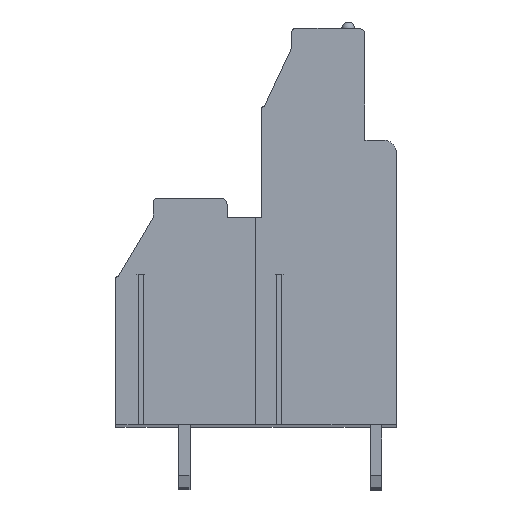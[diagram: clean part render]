
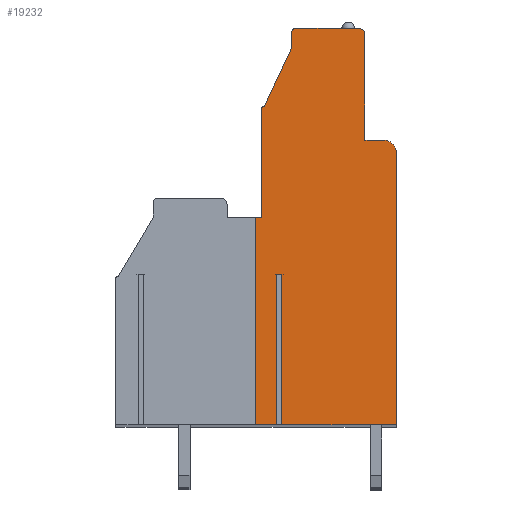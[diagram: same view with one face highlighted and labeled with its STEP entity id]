
A CAD part, top view. The second image highlights one B-rep face of the part: STEP entity #19232.
In plain terms, the highlighted planar face has unit normal (0, 0, 1).
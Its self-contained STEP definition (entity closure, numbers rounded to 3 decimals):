
#13=DIRECTION('',(0.,-1.,0.));
#14=VECTOR('',#13,8.6);
#15=CARTESIAN_POINT('',(-5.15,8.6,99.06));
#16=LINE('',#15,#14);
#17=CARTESIAN_POINT('',(-4.95,8.6,99.06));
#18=DIRECTION('',(0.,0.,1.));
#19=DIRECTION('',(0.,1.,0.));
#20=AXIS2_PLACEMENT_3D('',#17,#18,#19);
#22=DIRECTION('',(-0.424,-0.906,0.));
#23=VECTOR('',#22,5.189);
#24=CARTESIAN_POINT('',(-2.75,13.5,99.06));
#25=LINE('',#24,#23);
#26=DIRECTION('',(0.,-1.,0.));
#27=VECTOR('',#26,1.2);
#28=CARTESIAN_POINT('',(-2.75,14.7,99.06));
#29=LINE('',#28,#27);
#30=CARTESIAN_POINT('',(-2.45,14.7,99.06));
#31=DIRECTION('',(0.,0.,1.));
#32=DIRECTION('',(0.,1.,0.));
#33=AXIS2_PLACEMENT_3D('',#30,#31,#32);
#35=DIRECTION('',(-1.,0.,0.));
#36=VECTOR('',#35,5.);
#37=CARTESIAN_POINT('',(2.55,15.,99.06));
#38=LINE('',#37,#36);
#39=CARTESIAN_POINT('',(2.55,14.5,99.06));
#40=DIRECTION('',(0.,0.,1.));
#41=DIRECTION('',(1.,0.,0.));
#42=AXIS2_PLACEMENT_3D('',#39,#40,#41);
#44=DIRECTION('',(0.,1.,0.));
#45=VECTOR('',#44,8.4);
#46=CARTESIAN_POINT('',(3.05,6.1,99.06));
#47=LINE('',#46,#45);
#48=DIRECTION('',(-1.,0.,0.));
#49=VECTOR('',#48,1.5);
#50=CARTESIAN_POINT('',(4.55,6.1,99.06));
#51=LINE('',#50,#49);
#52=CARTESIAN_POINT('',(4.55,5.1,99.06));
#53=DIRECTION('',(0.,0.,1.));
#54=DIRECTION('',(1.,0.,0.));
#55=AXIS2_PLACEMENT_3D('',#52,#53,#54);
#57=DIRECTION('',(0.,1.,0.));
#58=VECTOR('',#57,21.6);
#59=CARTESIAN_POINT('',(5.55,-16.5,99.06));
#60=LINE('',#59,#58);
#61=DIRECTION('',(0.,1.,0.));
#62=VECTOR('',#61,11.95);
#63=CARTESIAN_POINT('',(-3.56,-16.5,99.06));
#64=LINE('',#63,#62);
#65=DIRECTION('',(-1.,0.,0.));
#66=VECTOR('',#65,0.38);
#67=CARTESIAN_POINT('',(-3.56,-4.55,99.06));
#68=LINE('',#67,#66);
#69=DIRECTION('',(0.,1.,0.));
#70=VECTOR('',#69,11.95);
#71=CARTESIAN_POINT('',(-3.94,-16.5,99.06));
#72=LINE('',#71,#70);
#77=DIRECTION('',(0.,-1.,0.));
#78=VECTOR('',#77,16.5);
#79=CARTESIAN_POINT('',(-5.65,0.,99.06));
#80=LINE('',#79,#78);
#174=DIRECTION('',(1.,0.,0.));
#175=VECTOR('',#174,1.71);
#176=CARTESIAN_POINT('',(-5.65,-16.5,99.06));
#177=LINE('',#176,#175);
#200=DIRECTION('',(1.,0.,0.));
#201=VECTOR('',#200,9.11);
#202=CARTESIAN_POINT('',(-3.56,-16.5,99.06));
#203=LINE('',#202,#201);
#1510=DIRECTION('',(-1.,0.,0.));
#1511=VECTOR('',#1510,0.5);
#1512=CARTESIAN_POINT('',(-5.15,0.,99.06));
#1513=LINE('',#1512,#1511);
#14811=CARTESIAN_POINT('',(5.55,-16.5,99.06));
#14812=CARTESIAN_POINT('',(5.55,5.1,99.06));
#14813=VERTEX_POINT('',#14811);
#14814=VERTEX_POINT('',#14812);
#14815=CARTESIAN_POINT('',(4.55,6.1,99.06));
#14816=VERTEX_POINT('',#14815);
#14817=CARTESIAN_POINT('',(3.05,6.1,99.06));
#14818=VERTEX_POINT('',#14817);
#14819=CARTESIAN_POINT('',(3.05,14.5,99.06));
#14820=VERTEX_POINT('',#14819);
#14821=CARTESIAN_POINT('',(2.55,15.,99.06));
#14822=VERTEX_POINT('',#14821);
#14823=CARTESIAN_POINT('',(-2.45,15.,99.06));
#14824=VERTEX_POINT('',#14823);
#14825=CARTESIAN_POINT('',(-2.75,14.7,99.06));
#14826=VERTEX_POINT('',#14825);
#14827=CARTESIAN_POINT('',(-2.75,13.5,99.06));
#14828=VERTEX_POINT('',#14827);
#14829=CARTESIAN_POINT('',(-4.95,8.8,99.06));
#14830=VERTEX_POINT('',#14829);
#14831=CARTESIAN_POINT('',(-5.15,8.6,99.06));
#14832=VERTEX_POINT('',#14831);
#14833=CARTESIAN_POINT('',(-5.15,0.,99.06));
#14834=VERTEX_POINT('',#14833);
#14879=CARTESIAN_POINT('',(-3.56,-4.55,99.06));
#14880=CARTESIAN_POINT('',(-3.94,-4.55,99.06));
#14881=VERTEX_POINT('',#14879);
#14882=VERTEX_POINT('',#14880);
#14883=CARTESIAN_POINT('',(-3.94,-16.5,99.06));
#14884=VERTEX_POINT('',#14883);
#14885=CARTESIAN_POINT('',(-3.56,-16.5,99.06));
#14886=VERTEX_POINT('',#14885);
#15053=CARTESIAN_POINT('',(-5.65,-16.5,99.06));
#15055=VERTEX_POINT('',#15053);
#15057=CARTESIAN_POINT('',(-5.65,0.,99.06));
#15058=VERTEX_POINT('',#15057);
#19189=CARTESIAN_POINT('',(0.,0.,99.06));
#19190=DIRECTION('',(0.,0.,1.));
#19191=DIRECTION('',(1.,0.,0.));
#19192=AXIS2_PLACEMENT_3D('',#19189,#19190,#19191);
#19193=PLANE('',#19192);
#19195=ORIENTED_EDGE('',*,*,#19194,.F.);
#19197=ORIENTED_EDGE('',*,*,#19196,.F.);
#19199=ORIENTED_EDGE('',*,*,#19198,.F.);
#19201=ORIENTED_EDGE('',*,*,#19200,.F.);
#19203=ORIENTED_EDGE('',*,*,#19202,.F.);
#19205=ORIENTED_EDGE('',*,*,#19204,.F.);
#19207=ORIENTED_EDGE('',*,*,#19206,.F.);
#19209=ORIENTED_EDGE('',*,*,#19208,.F.);
#19211=ORIENTED_EDGE('',*,*,#19210,.F.);
#19213=ORIENTED_EDGE('',*,*,#19212,.F.);
#19215=ORIENTED_EDGE('',*,*,#19214,.F.);
#19217=ORIENTED_EDGE('',*,*,#19216,.F.);
#19219=ORIENTED_EDGE('',*,*,#19218,.F.);
#19221=ORIENTED_EDGE('',*,*,#19220,.F.);
#19223=ORIENTED_EDGE('',*,*,#19222,.T.);
#19225=ORIENTED_EDGE('',*,*,#19224,.T.);
#19227=ORIENTED_EDGE('',*,*,#19226,.F.);
#19229=ORIENTED_EDGE('',*,*,#19228,.F.);
#19230=EDGE_LOOP('',(#19195,#19197,#19199,#19201,#19203,#19205,#19207,#19209,
#19211,#19213,#19215,#19217,#19219,#19221,#19223,#19225,#19227,#19229));
#19231=FACE_OUTER_BOUND('',#19230,.F.);
#21=CIRCLE('',#20,0.2);
#34=CIRCLE('',#33,0.3);
#43=CIRCLE('',#42,0.5);
#56=CIRCLE('',#55,1.);
#19194=EDGE_CURVE('',#15058,#15055,#80,.T.);
#19196=EDGE_CURVE('',#14834,#15058,#1513,.T.);
#19198=EDGE_CURVE('',#14832,#14834,#16,.T.);
#19200=EDGE_CURVE('',#14830,#14832,#21,.T.);
#19202=EDGE_CURVE('',#14828,#14830,#25,.T.);
#19204=EDGE_CURVE('',#14826,#14828,#29,.T.);
#19206=EDGE_CURVE('',#14824,#14826,#34,.T.);
#19208=EDGE_CURVE('',#14822,#14824,#38,.T.);
#19210=EDGE_CURVE('',#14820,#14822,#43,.T.);
#19212=EDGE_CURVE('',#14818,#14820,#47,.T.);
#19214=EDGE_CURVE('',#14816,#14818,#51,.T.);
#19216=EDGE_CURVE('',#14814,#14816,#56,.T.);
#19218=EDGE_CURVE('',#14813,#14814,#60,.T.);
#19220=EDGE_CURVE('',#14886,#14813,#203,.T.);
#19222=EDGE_CURVE('',#14886,#14881,#64,.T.);
#19224=EDGE_CURVE('',#14881,#14882,#68,.T.);
#19226=EDGE_CURVE('',#14884,#14882,#72,.T.);
#19228=EDGE_CURVE('',#15055,#14884,#177,.T.);
#19232=ADVANCED_FACE('',(#19231),#19193,.T.);
